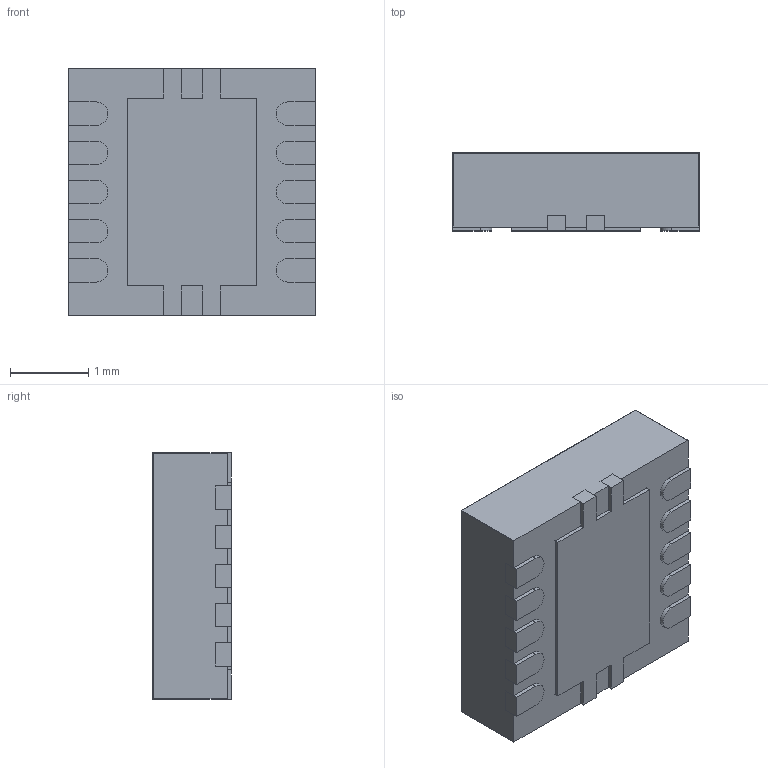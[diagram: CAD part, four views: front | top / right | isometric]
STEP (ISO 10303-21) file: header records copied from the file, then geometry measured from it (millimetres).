
FILE_DESCRIPTION (( 'STEP AP214' ), '1' );
FILE_NAME ('User Library-DRC (S-PVSON-N10)-1.STEP', '2014-10-21T13:14:18', ( 'Windows User' ), ( '' ), 'SwSTEP 2.0', 'SolidWorks 2014', '' );
FILE_SCHEMA (( 'AUTOMOTIVE_DESIGN' ));
Length unit declared in the file: centimetre
Products named in the file (3): User Library-DRC (S-PVSON-N10)-1_DRC_Koerper; User Library-DRC (S-PVSON-N10)-1; User Library-DRC (S-PVSON-N10)-1_DRC_PINS
Assembly tree (2 placements, depth 2):
  User Library-DRC (S-PVSON-N10)-1
    User Library-DRC (S-PVSON-N10)-1_DRC_Koerper
    User Library-DRC (S-PVSON-N10)-1_DRC_PINS
Bounding box: 3.15 x 1 x 3.15 mm (x, y, z)
Volume: 9.7 mm3; surface area: 53.4 mm2
Topology: 2 solids, 2 shells, 164 faces, 472 edges, 308 vertices
Faces by surface type: plane 132, cylinder 28, bspline 4
Entity records: 7250 total; most frequent: CARTESIAN_POINT 1005, ORIENTED_EDGE 936, DIRECTION 874, EDGE_CURVE 468, LINE 392, VECTOR 392, VERTEX_POINT 308, AXIS2_PLACEMENT_3D 241
